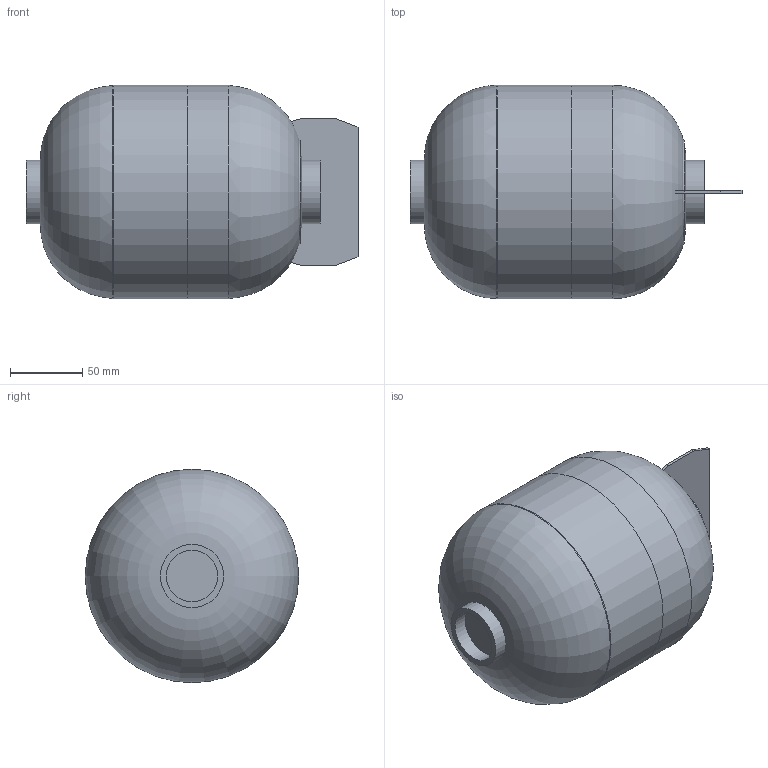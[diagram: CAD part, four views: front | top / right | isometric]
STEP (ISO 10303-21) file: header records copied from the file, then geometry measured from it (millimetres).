
FILE_DESCRIPTION(/* description */ ('Alibre Inc.'),/* implementation_level */ '2;1');
FILE_NAME(/* name */ 'ex18',/* time_stamp */ '2000-06-16T14:21:51-05:00',/* author */ (''),/* organization */ (''),/* preprocessor_version */ 'ST-DEVELOPER v7',/* originating_system */ 'Alibre',/* authorisation */ '');
FILE_SCHEMA (('AUTOMOTIVE_DESIGN'));
Length unit declared in the file: centimetre
Bounding box: 230.15 x 148 x 148 mm (x, y, z)
Volume: 505650.5 mm3; surface area: 429052 mm2
Topology: 8 solids, 8 shells, 104 faces, 224 edges, 146 vertices
Faces by surface type: plane 61, cylinder 28, sphere 9, torus 4, cone 2
Full cylindrical faces by diameter (mm): 0.049 x1, 18 x2, 20 x2, 36 x4, 38 x3, 42 x2, 44 x2, 72 x1, 136 x2, 138 x2, 140 x1, 142 x1, 146 x2, 148 x2
Entity records: 3090 total; most frequent: CARTESIAN_POINT 483, DIRECTION 401, ORIENTED_EDGE 330, AXIS2_PLACEMENT_3D 188, EDGE_CURVE 165, EDGE_LOOP 162, FACE_BOUND 162, VERTEX_POINT 129
